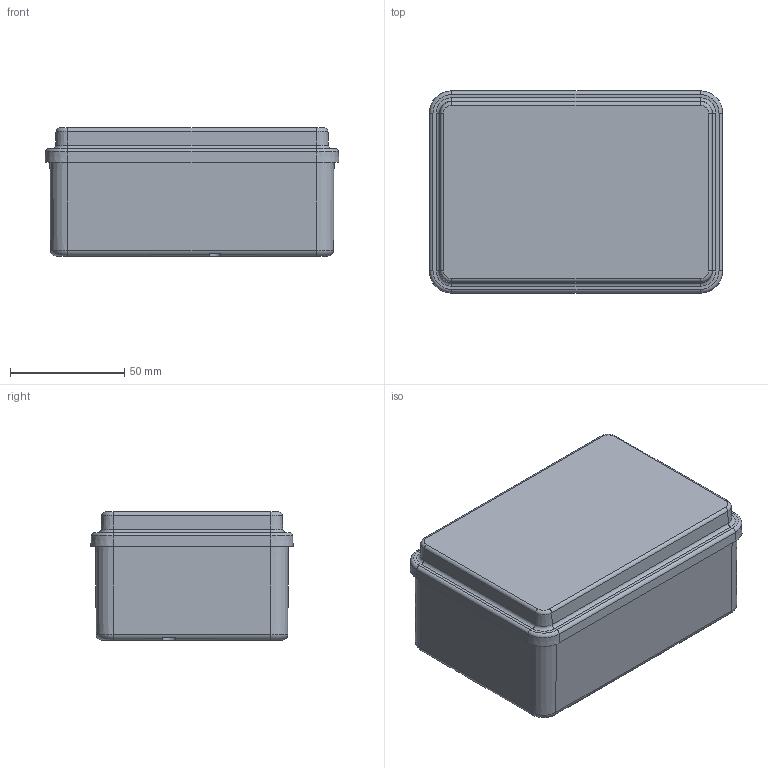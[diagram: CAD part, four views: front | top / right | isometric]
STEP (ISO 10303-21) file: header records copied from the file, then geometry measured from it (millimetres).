
FILE_DESCRIPTION((''),'2;1');
FILE_NAME('GW44205_ASM','2020-07-23T23:23:08',('user'),('Technoprobe spa'),'CREO PARAMETRIC BY PTC INC, 2019471','CREO PARAMETRIC BY PTC INC, 2019471','');
FILE_SCHEMA(('CONFIG_CONTROL_DESIGN'));
Length unit declared in the file: millimetre
Products named in the file (3): PARTBODY; 55910582C2XX; GW44205_ASM
Assembly tree (2 placements, depth 2):
  GW44205_ASM
    PARTBODY
    55910582C2XX
Bounding box: 128.5 x 88.5 x 56 mm (x, y, z)
Volume: 107553.5 mm3; surface area: 94939.9 mm2
Topology: 2 solids, 2 shells, 312 faces, 807 edges, 525 vertices
Faces by surface type: plane 170, cone 76, torus 32, cylinder 30, bspline 4
Entity records: 9723 total; most frequent: CARTESIAN_POINT 1768, DIRECTION 1714, ORIENTED_EDGE 1614, EDGE_CURVE 807, AXIS2_PLACEMENT_3D 602, VERTEX_POINT 525, VECTOR 510, LINE 510
